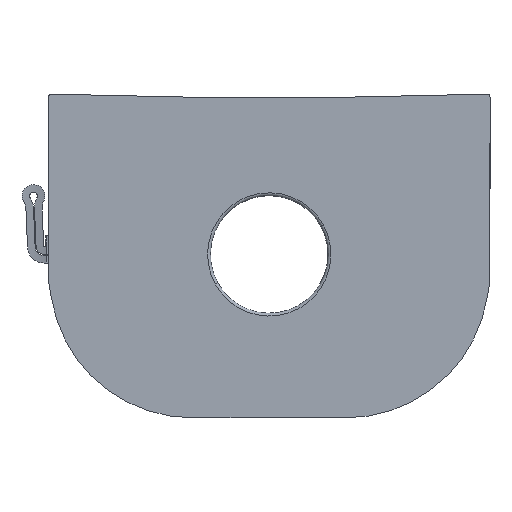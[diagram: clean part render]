
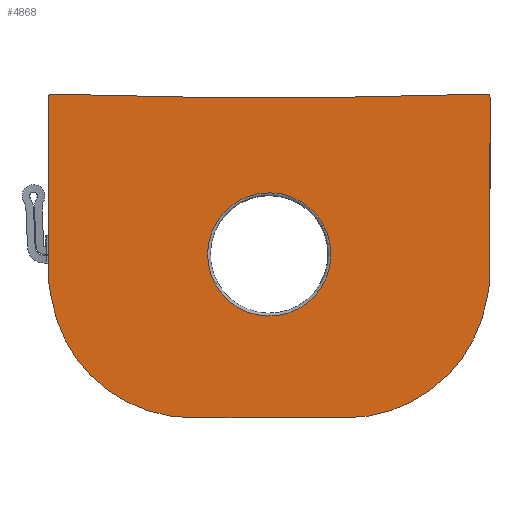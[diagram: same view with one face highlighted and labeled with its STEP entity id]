
A CAD part, left-side view. The second image highlights one B-rep face of the part: STEP entity #4868.
In plain terms, the highlighted planar face has unit normal (-1, 0, 0).
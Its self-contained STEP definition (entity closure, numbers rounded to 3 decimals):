
#824=AXIS2_PLACEMENT_3D('Circle Axis2P3D',#822,#823,$) ;
#919=AXIS2_PLACEMENT_3D('Circle Axis2P3D',#917,#918,$) ;
#991=AXIS2_PLACEMENT_3D('Circle Axis2P3D',#989,#990,$) ;
#1039=AXIS2_PLACEMENT_3D('Circle Axis2P3D',#1037,#1038,$) ;
#1104=AXIS2_PLACEMENT_3D('Circle Axis2P3D',#1102,#1103,$) ;
#4836=AXIS2_PLACEMENT_3D('Plane Axis2P3D',#4833,#4834,#4835) ;
#4852=AXIS2_PLACEMENT_3D('Circle Axis2P3D',#4850,#4851,$) ;
#4861=AXIS2_PLACEMENT_3D('Circle Axis2P3D',#4859,#4860,$) ;
#819=CARTESIAN_POINT('Vertex',(0.,45.89,33.871)) ;
#822=CARTESIAN_POINT('Axis2P3D Location',(0.,23.1,733.5)) ;
#826=CARTESIAN_POINT('Vertex',(0.,0.31,33.871)) ;
#914=CARTESIAN_POINT('Vertex',(0.,46.2,33.571)) ;
#917=CARTESIAN_POINT('Axis2P3D Location',(0.,45.9,33.571)) ;
#938=CARTESIAN_POINT('Vertex',(0.,46.2,14.4)) ;
#941=CARTESIAN_POINT('Line Origine',(0.,46.2,23.986)) ;
#962=CARTESIAN_POINT('Vertex',(0.,45.905,12.588)) ;
#965=CARTESIAN_POINT('Line Origine',(0.,46.052,13.494)) ;
#986=CARTESIAN_POINT('Vertex',(0.,31.1,0.)) ;
#989=CARTESIAN_POINT('Axis2P3D Location',(0.,31.1,15.)) ;
#1010=CARTESIAN_POINT('Vertex',(0.,15.1,0.)) ;
#1013=CARTESIAN_POINT('Line Origine',(0.,23.1,0.)) ;
#1034=CARTESIAN_POINT('Vertex',(0.,0.295,12.588)) ;
#1037=CARTESIAN_POINT('Axis2P3D Location',(0.,15.1,15.)) ;
#1058=CARTESIAN_POINT('Vertex',(0.,0.,14.4)) ;
#1061=CARTESIAN_POINT('Line Origine',(0.,0.148,13.494)) ;
#1082=CARTESIAN_POINT('Vertex',(0.,0.,33.571)) ;
#1085=CARTESIAN_POINT('Line Origine',(0.,0.,23.986)) ;
#1102=CARTESIAN_POINT('Axis2P3D Location',(0.,0.3,33.571)) ;
#4833=CARTESIAN_POINT('Axis2P3D Location',(0.,23.1,18.5)) ;
#4850=CARTESIAN_POINT('Axis2P3D Location',(0.,23.1,17.1)) ;
#4854=CARTESIAN_POINT('Vertex',(0.,17.44,20.192)) ;
#4856=CARTESIAN_POINT('Vertex',(0.,28.76,14.008)) ;
#4859=CARTESIAN_POINT('Axis2P3D Location',(0.,23.1,17.1)) ;
#823=DIRECTION('Axis2P3D Direction',(-1.,0.,0.)) ;
#918=DIRECTION('Axis2P3D Direction',(-1.,0.,0.)) ;
#942=DIRECTION('Vector Direction',(0.,0.,1.)) ;
#966=DIRECTION('Vector Direction',(0.,0.161,0.987)) ;
#990=DIRECTION('Axis2P3D Direction',(-1.,0.,0.)) ;
#1014=DIRECTION('Vector Direction',(0.,1.,0.)) ;
#1038=DIRECTION('Axis2P3D Direction',(-1.,0.,0.)) ;
#1062=DIRECTION('Vector Direction',(0.,0.161,-0.987)) ;
#1086=DIRECTION('Vector Direction',(0.,0.,1.)) ;
#1103=DIRECTION('Axis2P3D Direction',(-1.,0.,0.)) ;
#4834=DIRECTION('Axis2P3D Direction',(-1.,0.,0.)) ;
#4835=DIRECTION('Axis2P3D XDirection',(0.,-1.,0.)) ;
#4851=DIRECTION('Axis2P3D Direction',(-1.,0.,0.)) ;
#4860=DIRECTION('Axis2P3D Direction',(-1.,0.,0.)) ;
#943=VECTOR('Line Direction',#942,1.) ;
#967=VECTOR('Line Direction',#966,1.) ;
#1015=VECTOR('Line Direction',#1014,1.) ;
#1063=VECTOR('Line Direction',#1062,1.) ;
#1087=VECTOR('Line Direction',#1086,1.) ;
#4839=ORIENTED_EDGE('',*,*,#1041,.T.) ;
#4840=ORIENTED_EDGE('',*,*,#1065,.T.) ;
#4841=ORIENTED_EDGE('',*,*,#1089,.T.) ;
#4842=ORIENTED_EDGE('',*,*,#1106,.T.) ;
#4843=ORIENTED_EDGE('',*,*,#828,.T.) ;
#4844=ORIENTED_EDGE('',*,*,#921,.T.) ;
#4845=ORIENTED_EDGE('',*,*,#945,.T.) ;
#4846=ORIENTED_EDGE('',*,*,#969,.T.) ;
#4847=ORIENTED_EDGE('',*,*,#993,.T.) ;
#4848=ORIENTED_EDGE('',*,*,#1017,.T.) ;
#4865=ORIENTED_EDGE('',*,*,#4858,.F.) ;
#4866=ORIENTED_EDGE('',*,*,#4863,.F.) ;
#4867=FACE_BOUND('',#4864,.T.) ;
#4868=ADVANCED_FACE('Hauptk\X2\00F6\X0\rper',(#4849,#4867),#4837,.T.) ;
#825=CIRCLE('generated circle',#824,700.) ;
#920=CIRCLE('generated circle',#919,0.3) ;
#992=CIRCLE('generated circle',#991,15.) ;
#1040=CIRCLE('generated circle',#1039,15.) ;
#1105=CIRCLE('generated circle',#1104,0.3) ;
#4853=CIRCLE('generated circle',#4852,6.45) ;
#4862=CIRCLE('generated circle',#4861,6.45) ;
#828=EDGE_CURVE('',#827,#820,#825,.F.) ;
#921=EDGE_CURVE('',#820,#915,#920,.T.) ;
#945=EDGE_CURVE('',#915,#939,#944,.F.) ;
#969=EDGE_CURVE('',#939,#963,#968,.F.) ;
#993=EDGE_CURVE('',#963,#987,#992,.T.) ;
#1017=EDGE_CURVE('',#987,#1011,#1016,.F.) ;
#1041=EDGE_CURVE('',#1011,#1035,#1040,.T.) ;
#1065=EDGE_CURVE('',#1035,#1059,#1064,.F.) ;
#1089=EDGE_CURVE('',#1059,#1083,#1088,.T.) ;
#1106=EDGE_CURVE('',#1083,#827,#1105,.T.) ;
#4858=EDGE_CURVE('',#4855,#4857,#4853,.T.) ;
#4863=EDGE_CURVE('',#4857,#4855,#4862,.T.) ;
#4838=EDGE_LOOP('',(#4839,#4840,#4841,#4842,#4843,#4844,#4845,#4846,#4847,#4848)) ;
#4864=EDGE_LOOP('',(#4865,#4866)) ;
#4849=FACE_OUTER_BOUND('',#4838,.T.) ;
#944=LINE('Line',#941,#943) ;
#968=LINE('Line',#965,#967) ;
#1016=LINE('Line',#1013,#1015) ;
#1064=LINE('Line',#1061,#1063) ;
#1088=LINE('Line',#1085,#1087) ;
#4837=PLANE('',#4836) ;
#820=VERTEX_POINT('',#819) ;
#827=VERTEX_POINT('',#826) ;
#915=VERTEX_POINT('',#914) ;
#939=VERTEX_POINT('',#938) ;
#963=VERTEX_POINT('',#962) ;
#987=VERTEX_POINT('',#986) ;
#1011=VERTEX_POINT('',#1010) ;
#1035=VERTEX_POINT('',#1034) ;
#1059=VERTEX_POINT('',#1058) ;
#1083=VERTEX_POINT('',#1082) ;
#4855=VERTEX_POINT('',#4854) ;
#4857=VERTEX_POINT('',#4856) ;
